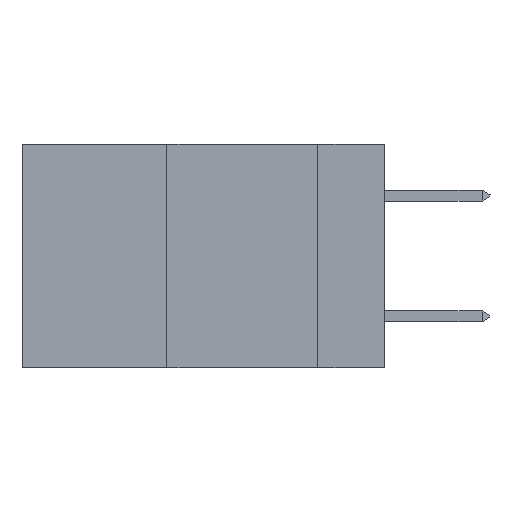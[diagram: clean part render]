
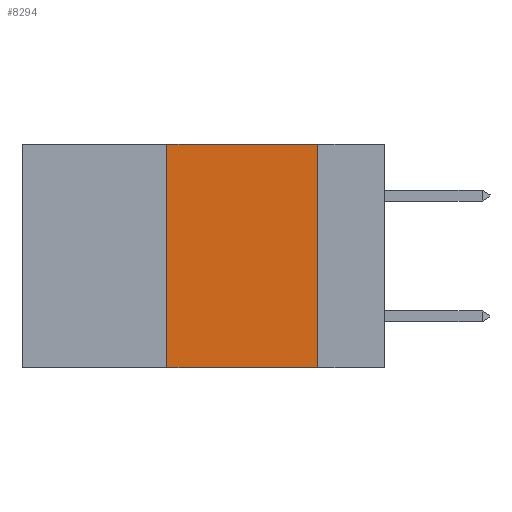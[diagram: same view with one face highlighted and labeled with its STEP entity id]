
A CAD part, left-side view. The second image highlights one B-rep face of the part: STEP entity #8294.
In plain terms, the highlighted planar face has unit normal (-1, 0, 0).
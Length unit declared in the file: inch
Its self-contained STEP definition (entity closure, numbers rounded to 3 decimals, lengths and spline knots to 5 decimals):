
#735 = LINE ( 'NONE', #1971, #5396 ) ;
#784 = EDGE_LOOP ( 'NONE', ( #1346, #7755, #5659, #9275 ) ) ;
#1001 = CARTESIAN_POINT ( 'NONE',  ( 0., 0.11, 0. ) ) ;
#1346 = ORIENTED_EDGE ( 'NONE', *, *, #8728, .F. ) ;
#1533 = LINE ( 'NONE', #11242, #5436 ) ;
#1971 = CARTESIAN_POINT ( 'NONE',  ( 0., 0.11, 0. ) ) ;
#2075 = EDGE_CURVE ( 'NONE', #9085, #5793, #3927, .T. ) ;
#2684 = EDGE_CURVE ( 'NONE', #9085, #9652, #1533, .T. ) ;
#2826 = VERTEX_POINT ( 'NONE', #1001 ) ;
#2922 = CARTESIAN_POINT ( 'NONE',  ( 0., 0.36, -0.37 ) ) ;
#3659 = AXIS2_PLACEMENT_3D ( 'NONE', #7015, #8058, #9927 ) ;
#3927 = LINE ( 'NONE', #7469, #9506 ) ;
#4001 = CARTESIAN_POINT ( 'NONE',  ( 0., 0.11, -0.37 ) ) ;
#4167 = PLANE ( 'NONE',  #3659 ) ;
#5396 = VECTOR ( 'NONE', #9607, 39.37008 ) ;
#5436 = VECTOR ( 'NONE', #9287, 39.37008 ) ;
#5659 = ORIENTED_EDGE ( 'NONE', *, *, #2075, .F. ) ;
#5793 = VERTEX_POINT ( 'NONE', #6080 ) ;
#6080 = CARTESIAN_POINT ( 'NONE',  ( 0., 0.36, 0. ) ) ;
#6343 = VECTOR ( 'NONE', #11138, 39.37008 ) ;
#7015 = CARTESIAN_POINT ( 'NONE',  ( 0., 0.6, 0. ) ) ;
#7469 = CARTESIAN_POINT ( 'NONE',  ( 0., 0.36, 0. ) ) ;
#7613 = EDGE_CURVE ( 'NONE', #5793, #2826, #8609, .T. ) ;
#7755 = ORIENTED_EDGE ( 'NONE', *, *, #7613, .F. ) ;
#8058 = DIRECTION ( 'NONE',  ( 1., 0., 0. ) ) ;
#8279 = FACE_OUTER_BOUND ( 'NONE', #784, .T. ) ;
#8294 = ADVANCED_FACE ( 'NONE', ( #8279 ), #4167, .F. ) ;
#8609 = LINE ( 'NONE', #9230, #6343 ) ;
#8728 = EDGE_CURVE ( 'NONE', #2826, #9652, #735, .T. ) ;
#9085 = VERTEX_POINT ( 'NONE', #2922 ) ;
#9230 = CARTESIAN_POINT ( 'NONE',  ( 0., 0.6, 0. ) ) ;
#9275 = ORIENTED_EDGE ( 'NONE', *, *, #2684, .T. ) ;
#9287 = DIRECTION ( 'NONE',  ( 0., -1., 0. ) ) ;
#9506 = VECTOR ( 'NONE', #9568, 39.37008 ) ;
#9568 = DIRECTION ( 'NONE',  ( 0., 0., 1. ) ) ;
#9607 = DIRECTION ( 'NONE',  ( 0., 0., -1. ) ) ;
#9652 = VERTEX_POINT ( 'NONE', #4001 ) ;
#9927 = DIRECTION ( 'NONE',  ( 0., 0., -1. ) ) ;
#11138 = DIRECTION ( 'NONE',  ( 0., -1., 0. ) ) ;
#11242 = CARTESIAN_POINT ( 'NONE',  ( 0., 0.6, -0.37 ) ) ;
